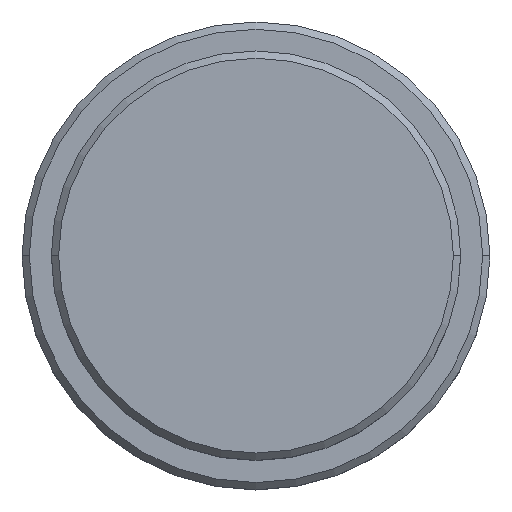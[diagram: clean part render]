
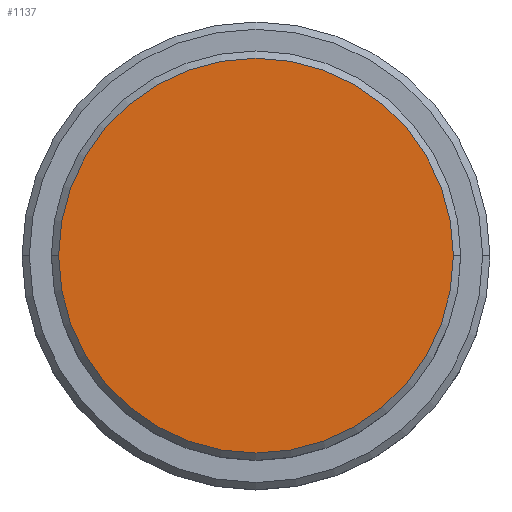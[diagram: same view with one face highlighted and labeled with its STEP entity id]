
A CAD part, top view. The second image highlights one B-rep face of the part: STEP entity #1137.
In plain terms, the highlighted planar face has unit normal (0, 0, 1).
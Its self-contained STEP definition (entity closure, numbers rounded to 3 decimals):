
#125 = DIRECTION ( 'NONE',  ( 1., 0., 0. ) ) ;
#153 = EDGE_CURVE ( 'NONE', #968, #842, #1183, .T. ) ;
#245 = AXIS2_PLACEMENT_3D ( 'NONE', #1294, #1056, #404 ) ;
#396 = DIRECTION ( 'NONE',  ( 0., 0., 1. ) ) ;
#397 = EDGE_LOOP ( 'NONE', ( #612, #1165 ) ) ;
#404 = DIRECTION ( 'NONE',  ( 1., 0., 0. ) ) ;
#436 = AXIS2_PLACEMENT_3D ( 'NONE', #1205, #551, #125 ) ;
#503 = AXIS2_PLACEMENT_3D ( 'NONE', #1173, #396, #736 ) ;
#551 = DIRECTION ( 'NONE',  ( 0., 0., 1. ) ) ;
#567 = CARTESIAN_POINT ( 'NONE',  ( 13.5, 0., 0. ) ) ;
#582 = CARTESIAN_POINT ( 'NONE',  ( -13.5, 0., 0. ) ) ;
#612 = ORIENTED_EDGE ( 'NONE', *, *, #153, .T. ) ;
#641 = PLANE ( 'NONE',  #436 ) ;
#653 = FACE_OUTER_BOUND ( 'NONE', #397, .T. ) ;
#736 = DIRECTION ( 'NONE',  ( 1., 0., 0. ) ) ;
#842 = VERTEX_POINT ( 'NONE', #567 ) ;
#968 = VERTEX_POINT ( 'NONE', #582 ) ;
#1056 = DIRECTION ( 'NONE',  ( 0., 0., 1. ) ) ;
#1084 = EDGE_CURVE ( 'NONE', #842, #968, #1125, .T. ) ;
#1125 = CIRCLE ( 'NONE', #503, 13.5 ) ;
#1137 = ADVANCED_FACE ( 'NONE', ( #653 ), #641, .T. ) ;
#1165 = ORIENTED_EDGE ( 'NONE', *, *, #1084, .T. ) ;
#1173 = CARTESIAN_POINT ( 'NONE',  ( 0., 0., 0. ) ) ;
#1183 = CIRCLE ( 'NONE', #245, 13.5 ) ;
#1205 = CARTESIAN_POINT ( 'NONE',  ( 0., 0., 0. ) ) ;
#1294 = CARTESIAN_POINT ( 'NONE',  ( 0., 0., 0. ) ) ;
